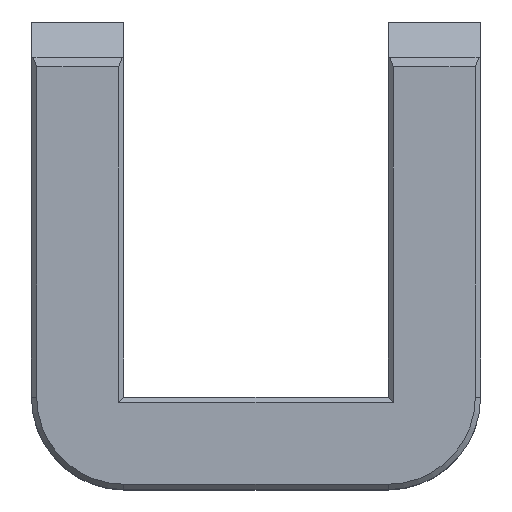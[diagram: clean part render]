
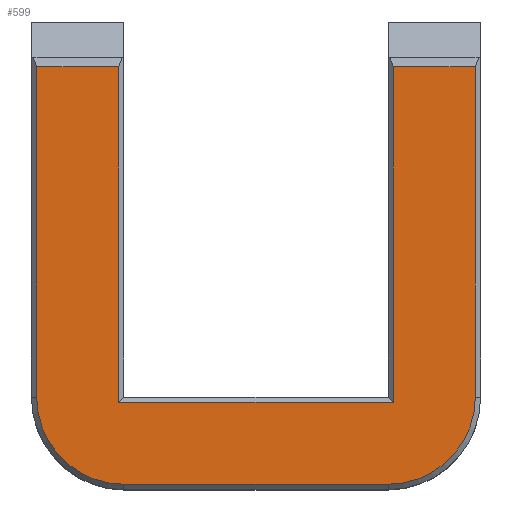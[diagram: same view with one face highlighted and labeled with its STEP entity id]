
A CAD part, top view. The second image highlights one B-rep face of the part: STEP entity #599.
In plain terms, the highlighted planar face has unit normal (0, 0, 1).
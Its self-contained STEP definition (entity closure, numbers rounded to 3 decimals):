
#265 = VERTEX_POINT('',#266);
#266 = CARTESIAN_POINT('',(-16.6,6.6,100.));
#275 = VERTEX_POINT('',#276);
#276 = CARTESIAN_POINT('',(-16.6,-18.4,100.));
#282 = EDGE_CURVE('',#265,#275,#283,.T.);
#283 = LINE('',#284,#285);
#284 = CARTESIAN_POINT('',(-16.6,7.,100.));
#285 = VECTOR('',#286,1.);
#286 = DIRECTION('',(0.,-1.,0.));
#501 = VERTEX_POINT('',#502);
#502 = CARTESIAN_POINT('',(-10.,-25.,100.));
#508 = EDGE_CURVE('',#275,#501,#509,.T.);
#509 = CIRCLE('',#510,6.6);
#510 = AXIS2_PLACEMENT_3D('',#511,#512,#513);
#511 = CARTESIAN_POINT('',(-10.,-18.4,100.));
#512 = DIRECTION('',(0.,0.,1.));
#513 = DIRECTION('',(-1.,0.,0.));
#555 = VERTEX_POINT('',#556);
#556 = CARTESIAN_POINT('',(-10.4,6.6,100.));
#565 = VERTEX_POINT('',#566);
#566 = CARTESIAN_POINT('',(-10.4,-18.8,100.));
#572 = EDGE_CURVE('',#565,#555,#573,.T.);
#573 = LINE('',#574,#575);
#574 = CARTESIAN_POINT('',(-10.4,-18.4,100.));
#575 = VECTOR('',#576,1.);
#576 = DIRECTION('',(0.,1.,0.));
#587 = EDGE_CURVE('',#555,#265,#588,.T.);
#588 = LINE('',#589,#590);
#589 = CARTESIAN_POINT('',(-10.,6.6,100.));
#590 = VECTOR('',#591,1.);
#591 = DIRECTION('',(-1.,0.,0.));
#599 = ADVANCED_FACE('',(#600),#653,.T.);
#600 = FACE_BOUND('',#601,.T.);
#601 = EDGE_LOOP('',(#602,#603,#604,#612,#621,#629,#637,#645,#651,#652)
  );
#602 = ORIENTED_EDGE('',*,*,#282,.T.);
#603 = ORIENTED_EDGE('',*,*,#508,.T.);
#604 = ORIENTED_EDGE('',*,*,#605,.T.);
#605 = EDGE_CURVE('',#501,#606,#608,.T.);
#606 = VERTEX_POINT('',#607);
#607 = CARTESIAN_POINT('',(10.,-25.,100.));
#608 = LINE('',#609,#610);
#609 = CARTESIAN_POINT('',(-10.,-25.,100.));
#610 = VECTOR('',#611,1.);
#611 = DIRECTION('',(1.,0.,0.));
#612 = ORIENTED_EDGE('',*,*,#613,.T.);
#613 = EDGE_CURVE('',#606,#614,#616,.T.);
#614 = VERTEX_POINT('',#615);
#615 = CARTESIAN_POINT('',(16.6,-18.4,100.));
#616 = CIRCLE('',#617,6.6);
#617 = AXIS2_PLACEMENT_3D('',#618,#619,#620);
#618 = CARTESIAN_POINT('',(10.,-18.4,100.));
#619 = DIRECTION('',(-0.,0.,1.));
#620 = DIRECTION('',(0.,-1.,0.));
#621 = ORIENTED_EDGE('',*,*,#622,.T.);
#622 = EDGE_CURVE('',#614,#623,#625,.T.);
#623 = VERTEX_POINT('',#624);
#624 = CARTESIAN_POINT('',(16.6,6.6,100.));
#625 = LINE('',#626,#627);
#626 = CARTESIAN_POINT('',(16.6,-18.4,100.));
#627 = VECTOR('',#628,1.);
#628 = DIRECTION('',(0.,1.,0.));
#629 = ORIENTED_EDGE('',*,*,#630,.T.);
#630 = EDGE_CURVE('',#623,#631,#633,.T.);
#631 = VERTEX_POINT('',#632);
#632 = CARTESIAN_POINT('',(10.4,6.6,100.));
#633 = LINE('',#634,#635);
#634 = CARTESIAN_POINT('',(17.,6.6,100.));
#635 = VECTOR('',#636,1.);
#636 = DIRECTION('',(-1.,0.,0.));
#637 = ORIENTED_EDGE('',*,*,#638,.T.);
#638 = EDGE_CURVE('',#631,#639,#641,.T.);
#639 = VERTEX_POINT('',#640);
#640 = CARTESIAN_POINT('',(10.4,-18.8,100.));
#641 = LINE('',#642,#643);
#642 = CARTESIAN_POINT('',(10.4,7.,100.));
#643 = VECTOR('',#644,1.);
#644 = DIRECTION('',(0.,-1.,0.));
#645 = ORIENTED_EDGE('',*,*,#646,.T.);
#646 = EDGE_CURVE('',#639,#565,#647,.T.);
#647 = LINE('',#648,#649);
#648 = CARTESIAN_POINT('',(10.,-18.8,100.));
#649 = VECTOR('',#650,1.);
#650 = DIRECTION('',(-1.,0.,0.));
#651 = ORIENTED_EDGE('',*,*,#572,.T.);
#652 = ORIENTED_EDGE('',*,*,#587,.T.);
#653 = PLANE('',#654);
#654 = AXIS2_PLACEMENT_3D('',#655,#656,#657);
#655 = CARTESIAN_POINT('',(0.,-9.588,100.));
#656 = DIRECTION('',(0.,0.,1.));
#657 = DIRECTION('',(1.,0.,0.));
